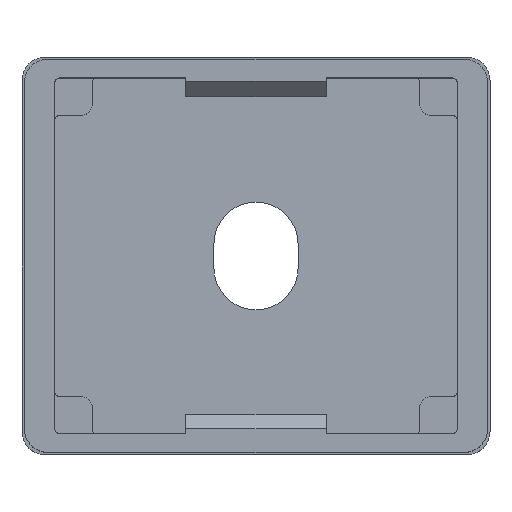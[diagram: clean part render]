
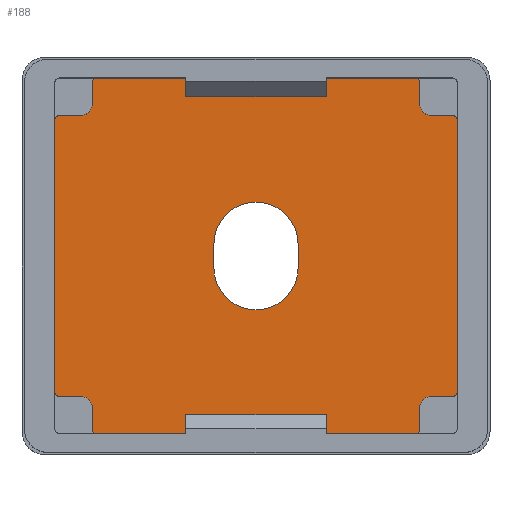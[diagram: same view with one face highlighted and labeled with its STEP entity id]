
A CAD part, top view. The second image highlights one B-rep face of the part: STEP entity #188.
In plain terms, the highlighted planar face has unit normal (0, 0, 1).
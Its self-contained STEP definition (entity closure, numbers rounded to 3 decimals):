
#121=FACE_BOUND('',#356,.T.);
#122=FACE_BOUND('',#357,.T.);
#141=CIRCLE('',#1389,0.2);
#142=CIRCLE('',#1390,0.5);
#143=CIRCLE('',#1391,0.2);
#144=CIRCLE('',#1392,0.2);
#145=CIRCLE('',#1393,0.5);
#146=CIRCLE('',#1394,0.2);
#147=CIRCLE('',#1395,0.2);
#148=CIRCLE('',#1396,0.5);
#149=CIRCLE('',#1397,0.2);
#150=CIRCLE('',#1398,0.2);
#151=CIRCLE('',#1399,0.5);
#152=CIRCLE('',#1400,0.2);
#153=CIRCLE('',#1401,1.8);
#154=CIRCLE('',#1402,1.8);
#188=ADVANCED_FACE('',(#121,#122),#254,.F.);
#254=PLANE('',#1403);
#356=EDGE_LOOP('',(#475,#476,#477,#478,#479,#480,#481,#482,#483,#484,#485,
#486,#487,#488,#489,#490,#491,#492,#493,#494,#495,#496,#497,#498));
#357=EDGE_LOOP('',(#499,#500,#501,#502));
#475=ORIENTED_EDGE('',*,*,#968,.T.);
#476=ORIENTED_EDGE('',*,*,#969,.T.);
#477=ORIENTED_EDGE('',*,*,#970,.F.);
#478=ORIENTED_EDGE('',*,*,#971,.T.);
#479=ORIENTED_EDGE('',*,*,#972,.F.);
#480=ORIENTED_EDGE('',*,*,#973,.T.);
#481=ORIENTED_EDGE('',*,*,#916,.F.);
#482=ORIENTED_EDGE('',*,*,#974,.T.);
#483=ORIENTED_EDGE('',*,*,#975,.F.);
#484=ORIENTED_EDGE('',*,*,#976,.T.);
#485=ORIENTED_EDGE('',*,*,#977,.F.);
#486=ORIENTED_EDGE('',*,*,#978,.T.);
#487=ORIENTED_EDGE('',*,*,#979,.T.);
#488=ORIENTED_EDGE('',*,*,#980,.T.);
#489=ORIENTED_EDGE('',*,*,#981,.F.);
#490=ORIENTED_EDGE('',*,*,#982,.T.);
#491=ORIENTED_EDGE('',*,*,#983,.F.);
#492=ORIENTED_EDGE('',*,*,#984,.T.);
#493=ORIENTED_EDGE('',*,*,#928,.F.);
#494=ORIENTED_EDGE('',*,*,#985,.T.);
#495=ORIENTED_EDGE('',*,*,#986,.F.);
#496=ORIENTED_EDGE('',*,*,#987,.T.);
#497=ORIENTED_EDGE('',*,*,#988,.F.);
#498=ORIENTED_EDGE('',*,*,#989,.T.);
#499=ORIENTED_EDGE('',*,*,#990,.F.);
#500=ORIENTED_EDGE('',*,*,#991,.F.);
#501=ORIENTED_EDGE('',*,*,#992,.F.);
#502=ORIENTED_EDGE('',*,*,#993,.F.);
#792=VERTEX_POINT('',#1863);
#793=VERTEX_POINT('',#1865);
#804=VERTEX_POINT('',#1888);
#805=VERTEX_POINT('',#1890);
#841=VERTEX_POINT('',#1972);
#842=VERTEX_POINT('',#1973);
#843=VERTEX_POINT('',#1975);
#844=VERTEX_POINT('',#1977);
#845=VERTEX_POINT('',#1979);
#846=VERTEX_POINT('',#1981);
#847=VERTEX_POINT('',#1984);
#848=VERTEX_POINT('',#1986);
#849=VERTEX_POINT('',#1988);
#850=VERTEX_POINT('',#1990);
#851=VERTEX_POINT('',#1992);
#852=VERTEX_POINT('',#1994);
#853=VERTEX_POINT('',#1996);
#854=VERTEX_POINT('',#1998);
#855=VERTEX_POINT('',#2000);
#856=VERTEX_POINT('',#2002);
#857=VERTEX_POINT('',#2005);
#858=VERTEX_POINT('',#2007);
#859=VERTEX_POINT('',#2009);
#860=VERTEX_POINT('',#2011);
#861=VERTEX_POINT('',#2014);
#862=VERTEX_POINT('',#2015);
#863=VERTEX_POINT('',#2017);
#864=VERTEX_POINT('',#2019);
#916=EDGE_CURVE('',#792,#793,#1102,.T.);
#928=EDGE_CURVE('',#804,#805,#1114,.T.);
#968=EDGE_CURVE('',#841,#842,#1142,.T.);
#969=EDGE_CURVE('',#842,#843,#141,.T.);
#970=EDGE_CURVE('',#844,#843,#1143,.T.);
#971=EDGE_CURVE('',#844,#845,#142,.T.);
#972=EDGE_CURVE('',#846,#845,#1144,.T.);
#973=EDGE_CURVE('',#846,#793,#143,.T.);
#974=EDGE_CURVE('',#792,#847,#144,.T.);
#975=EDGE_CURVE('',#848,#847,#1145,.T.);
#976=EDGE_CURVE('',#848,#849,#145,.T.);
#977=EDGE_CURVE('',#850,#849,#1146,.T.);
#978=EDGE_CURVE('',#850,#851,#146,.T.);
#979=EDGE_CURVE('',#851,#852,#1147,.T.);
#980=EDGE_CURVE('',#852,#853,#147,.T.);
#981=EDGE_CURVE('',#854,#853,#1148,.T.);
#982=EDGE_CURVE('',#854,#855,#148,.T.);
#983=EDGE_CURVE('',#856,#855,#1149,.T.);
#984=EDGE_CURVE('',#856,#805,#149,.T.);
#985=EDGE_CURVE('',#804,#857,#150,.T.);
#986=EDGE_CURVE('',#858,#857,#1150,.T.);
#987=EDGE_CURVE('',#858,#859,#151,.T.);
#988=EDGE_CURVE('',#860,#859,#1151,.T.);
#989=EDGE_CURVE('',#860,#841,#152,.T.);
#990=EDGE_CURVE('',#861,#862,#153,.T.);
#991=EDGE_CURVE('',#863,#861,#1152,.T.);
#992=EDGE_CURVE('',#864,#863,#154,.T.);
#993=EDGE_CURVE('',#862,#864,#1153,.T.);
#1102=LINE('',#1864,#1236);
#1114=LINE('',#1889,#1248);
#1142=LINE('',#1971,#1276);
#1143=LINE('',#1976,#1277);
#1144=LINE('',#1980,#1278);
#1145=LINE('',#1985,#1279);
#1146=LINE('',#1989,#1280);
#1147=LINE('',#1993,#1281);
#1148=LINE('',#1997,#1282);
#1149=LINE('',#2001,#1283);
#1150=LINE('',#2006,#1284);
#1151=LINE('',#2010,#1285);
#1152=LINE('',#2016,#1286);
#1153=LINE('',#2020,#1287);
#1236=VECTOR('',#1491,1.);
#1248=VECTOR('',#1505,1.);
#1276=VECTOR('',#1569,1.);
#1277=VECTOR('',#1572,1.);
#1278=VECTOR('',#1575,1.);
#1279=VECTOR('',#1580,1.);
#1280=VECTOR('',#1583,1.);
#1281=VECTOR('',#1586,1.);
#1282=VECTOR('',#1589,1.);
#1283=VECTOR('',#1592,1.);
#1284=VECTOR('',#1597,1.);
#1285=VECTOR('',#1600,1.);
#1286=VECTOR('',#1605,1.);
#1287=VECTOR('',#1608,1.);
#1389=AXIS2_PLACEMENT_3D('',#1974,#1570,#1571);
#1390=AXIS2_PLACEMENT_3D('',#1978,#1573,#1574);
#1391=AXIS2_PLACEMENT_3D('',#1982,#1576,#1577);
#1392=AXIS2_PLACEMENT_3D('',#1983,#1578,#1579);
#1393=AXIS2_PLACEMENT_3D('',#1987,#1581,#1582);
#1394=AXIS2_PLACEMENT_3D('',#1991,#1584,#1585);
#1395=AXIS2_PLACEMENT_3D('',#1995,#1587,#1588);
#1396=AXIS2_PLACEMENT_3D('',#1999,#1590,#1591);
#1397=AXIS2_PLACEMENT_3D('',#2003,#1593,#1594);
#1398=AXIS2_PLACEMENT_3D('',#2004,#1595,#1596);
#1399=AXIS2_PLACEMENT_3D('',#2008,#1598,#1599);
#1400=AXIS2_PLACEMENT_3D('',#2012,#1601,#1602);
#1401=AXIS2_PLACEMENT_3D('',#2013,#1603,#1604);
#1402=AXIS2_PLACEMENT_3D('',#2018,#1606,#1607);
#1403=AXIS2_PLACEMENT_3D('',#2021,#1609,#1610);
#1491=DIRECTION('',(-1.,0.,0.));
#1505=DIRECTION('',(1.,0.,0.));
#1569=DIRECTION('',(0.,-1.,0.));
#1570=DIRECTION('',(0.,0.,1.));
#1571=DIRECTION('',(-1.,0.,0.));
#1572=DIRECTION('',(-1.,0.,0.));
#1573=DIRECTION('',(0.,0.,-1.));
#1574=DIRECTION('',(-1.,0.,0.));
#1575=DIRECTION('',(0.,1.,0.));
#1576=DIRECTION('',(0.,0.,1.));
#1577=DIRECTION('',(-1.,0.,0.));
#1578=DIRECTION('',(0.,0.,1.));
#1579=DIRECTION('',(-1.,0.,0.));
#1580=DIRECTION('',(0.,-1.,0.));
#1581=DIRECTION('',(0.,0.,-1.));
#1582=DIRECTION('',(-1.,0.,0.));
#1583=DIRECTION('',(-1.,0.,0.));
#1584=DIRECTION('',(0.,0.,1.));
#1585=DIRECTION('',(-1.,0.,0.));
#1586=DIRECTION('',(0.,1.,0.));
#1587=DIRECTION('',(0.,0.,1.));
#1588=DIRECTION('',(-1.,0.,0.));
#1589=DIRECTION('',(1.,0.,0.));
#1590=DIRECTION('',(0.,0.,-1.));
#1591=DIRECTION('',(-1.,0.,0.));
#1592=DIRECTION('',(0.,-1.,0.));
#1593=DIRECTION('',(0.,0.,1.));
#1594=DIRECTION('',(-1.,0.,0.));
#1595=DIRECTION('',(0.,0.,1.));
#1596=DIRECTION('',(-1.,0.,0.));
#1597=DIRECTION('',(0.,1.,0.));
#1598=DIRECTION('',(0.,0.,-1.));
#1599=DIRECTION('',(-1.,0.,0.));
#1600=DIRECTION('',(1.,0.,0.));
#1601=DIRECTION('',(0.,0.,1.));
#1602=DIRECTION('',(-1.,0.,0.));
#1603=DIRECTION('',(0.,0.,1.));
#1604=DIRECTION('',(-1.,0.,0.));
#1605=DIRECTION('',(0.,1.,0.));
#1606=DIRECTION('',(0.,0.,1.));
#1607=DIRECTION('',(-1.,0.,0.));
#1608=DIRECTION('',(0.,-1.,0.));
#1609=DIRECTION('',(0.,0.,-1.));
#1610=DIRECTION('',(-1.,0.,0.));
#1863=CARTESIAN_POINT('',(6.8,-7.6,0.8));
#1864=CARTESIAN_POINT('',(0.,-7.6,0.8));
#1865=CARTESIAN_POINT('',(-6.8,-7.6,0.8));
#1888=CARTESIAN_POINT('',(-6.8,7.6,0.8));
#1889=CARTESIAN_POINT('',(0.,7.6,0.8));
#1890=CARTESIAN_POINT('',(6.8,7.6,0.8));
#1971=CARTESIAN_POINT('',(-8.6,0.,0.8));
#1972=CARTESIAN_POINT('',(-8.6,5.8,0.8));
#1973=CARTESIAN_POINT('',(-8.6,-5.8,0.8));
#1974=CARTESIAN_POINT('',(-8.4,-5.8,0.8));
#1975=CARTESIAN_POINT('',(-8.4,-6.,0.8));
#1976=CARTESIAN_POINT('',(-7.,-6.,0.8));
#1977=CARTESIAN_POINT('',(-7.5,-6.,0.8));
#1978=CARTESIAN_POINT('',(-7.5,-6.5,0.8));
#1979=CARTESIAN_POINT('',(-7.,-6.5,0.8));
#1980=CARTESIAN_POINT('',(-7.,-7.6,0.8));
#1981=CARTESIAN_POINT('',(-7.,-7.4,0.8));
#1982=CARTESIAN_POINT('',(-6.8,-7.4,0.8));
#1983=CARTESIAN_POINT('',(6.8,-7.4,0.8));
#1984=CARTESIAN_POINT('',(7.,-7.4,0.8));
#1985=CARTESIAN_POINT('',(7.,-6.,0.8));
#1986=CARTESIAN_POINT('',(7.,-6.5,0.8));
#1987=CARTESIAN_POINT('',(7.5,-6.5,0.8));
#1988=CARTESIAN_POINT('',(7.5,-6.,0.8));
#1989=CARTESIAN_POINT('',(8.6,-6.,0.8));
#1990=CARTESIAN_POINT('',(8.4,-6.,0.8));
#1991=CARTESIAN_POINT('',(8.4,-5.8,0.8));
#1992=CARTESIAN_POINT('',(8.6,-5.8,0.8));
#1993=CARTESIAN_POINT('',(8.6,0.,0.8));
#1994=CARTESIAN_POINT('',(8.6,5.8,0.8));
#1995=CARTESIAN_POINT('',(8.4,5.8,0.8));
#1996=CARTESIAN_POINT('',(8.4,6.,0.8));
#1997=CARTESIAN_POINT('',(7.,6.,0.8));
#1998=CARTESIAN_POINT('',(7.5,6.,0.8));
#1999=CARTESIAN_POINT('',(7.5,6.5,0.8));
#2000=CARTESIAN_POINT('',(7.,6.5,0.8));
#2001=CARTESIAN_POINT('',(7.,7.6,0.8));
#2002=CARTESIAN_POINT('',(7.,7.4,0.8));
#2003=CARTESIAN_POINT('',(6.8,7.4,0.8));
#2004=CARTESIAN_POINT('',(-6.8,7.4,0.8));
#2005=CARTESIAN_POINT('',(-7.,7.4,0.8));
#2006=CARTESIAN_POINT('',(-7.,6.,0.8));
#2007=CARTESIAN_POINT('',(-7.,6.5,0.8));
#2008=CARTESIAN_POINT('',(-7.5,6.5,0.8));
#2009=CARTESIAN_POINT('',(-7.5,6.,0.8));
#2010=CARTESIAN_POINT('',(-8.6,6.,0.8));
#2011=CARTESIAN_POINT('',(-8.4,6.,0.8));
#2012=CARTESIAN_POINT('',(-8.4,5.8,0.8));
#2013=CARTESIAN_POINT('',(0.,0.5,0.8));
#2014=CARTESIAN_POINT('',(1.8,0.5,0.8));
#2015=CARTESIAN_POINT('',(-1.8,0.5,0.8));
#2016=CARTESIAN_POINT('',(1.8,0.,0.8));
#2017=CARTESIAN_POINT('',(1.8,-0.5,0.8));
#2018=CARTESIAN_POINT('',(0.,-0.5,0.8));
#2019=CARTESIAN_POINT('',(-1.8,-0.5,0.8));
#2020=CARTESIAN_POINT('',(-1.8,0.,0.8));
#2021=CARTESIAN_POINT('',(0.,0.,0.8));
